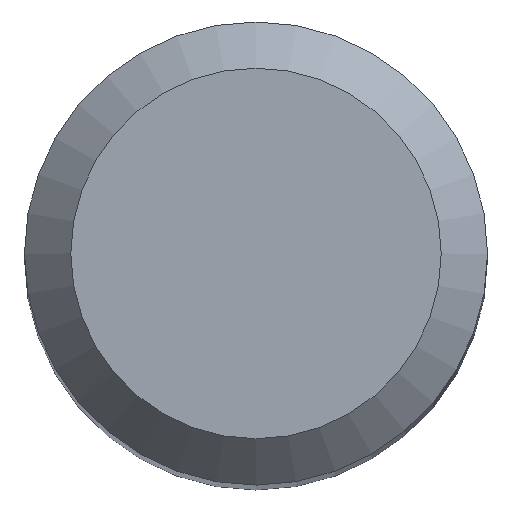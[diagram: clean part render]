
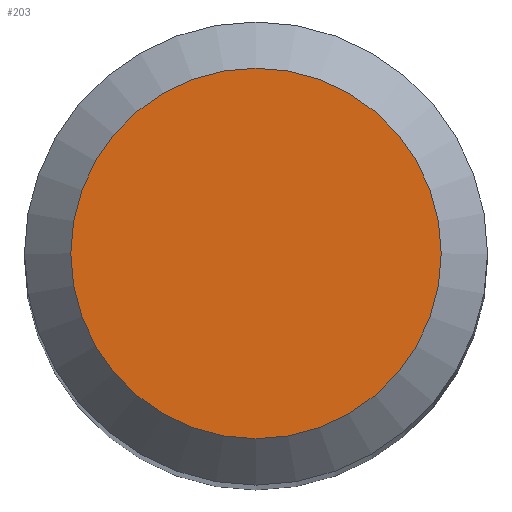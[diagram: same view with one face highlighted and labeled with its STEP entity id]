
A CAD part, top view. The second image highlights one B-rep face of the part: STEP entity #203.
In plain terms, the highlighted planar face has unit normal (0, 0, 1).
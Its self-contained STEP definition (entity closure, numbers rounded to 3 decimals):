
#13 = ORIENTED_EDGE ( 'NONE', *, *, #195, .F. ) ;
#21 = VERTEX_POINT ( 'NONE', #227 ) ;
#44 = CARTESIAN_POINT ( 'NONE',  ( 0., 0., 102. ) ) ;
#46 = DIRECTION ( 'NONE',  ( 0., 0., -1. ) ) ;
#53 = DIRECTION ( 'NONE',  ( 0., 1., 0. ) ) ;
#67 = DIRECTION ( 'NONE',  ( 0., 0., -1. ) ) ;
#97 = AXIS2_PLACEMENT_3D ( 'NONE', #258, #67, #214 ) ;
#107 = PLANE ( 'NONE',  #97 ) ;
#119 = AXIS2_PLACEMENT_3D ( 'NONE', #44, #46, #53 ) ;
#123 = FACE_OUTER_BOUND ( 'NONE', #146, .T. ) ;
#146 = EDGE_LOOP ( 'NONE', ( #13 ) ) ;
#184 = CIRCLE ( 'NONE', #119, 3.2 ) ;
#195 = EDGE_CURVE ( 'NONE', #21, #21, #184, .T. ) ;
#203 = ADVANCED_FACE ( 'NONE', ( #123 ), #107, .F. ) ;
#214 = DIRECTION ( 'NONE',  ( 0., 1., 0. ) ) ;
#227 = CARTESIAN_POINT ( 'NONE',  ( 0., 3.2, 102. ) ) ;
#258 = CARTESIAN_POINT ( 'NONE',  ( 0., 0., 102. ) ) ;
